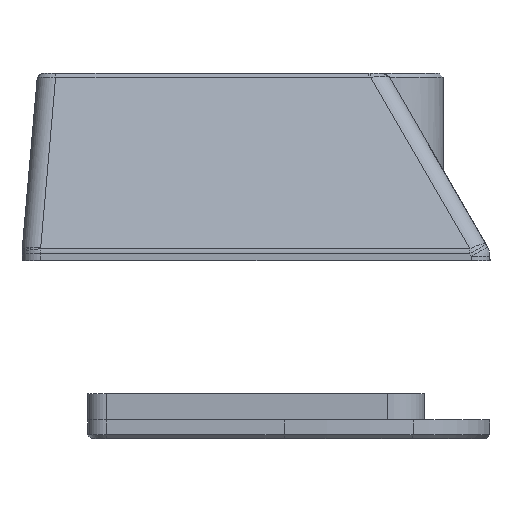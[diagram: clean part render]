
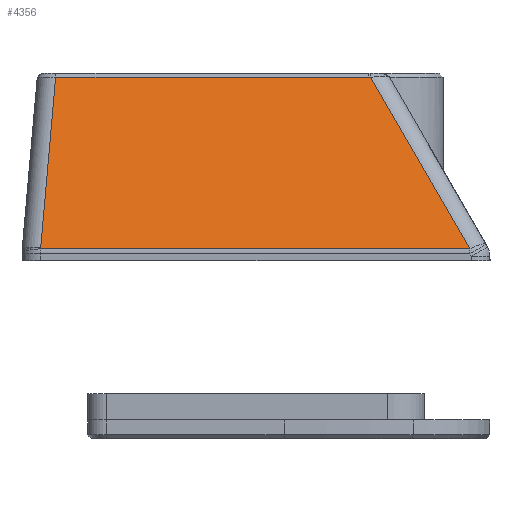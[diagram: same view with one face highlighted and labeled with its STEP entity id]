
A CAD part, left-side view. The second image highlights one B-rep face of the part: STEP entity #4356.
In plain terms, the highlighted planar face has unit normal (-0.966, 0, 0.259).
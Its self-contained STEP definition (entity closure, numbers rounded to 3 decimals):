
#160=B_SPLINE_CURVE_WITH_KNOTS('',3,(#9232,#9233,#9234,#9235),
 .UNSPECIFIED.,.F.,.F.,(4,4),(-1.068,-0.975),
 .UNSPECIFIED.);
#164=B_SPLINE_CURVE_WITH_KNOTS('',3,(#9286,#9287,#9288,#9289),
 .UNSPECIFIED.,.F.,.F.,(4,4),(0.289,0.304),
 .UNSPECIFIED.);
#270=PLANE('',#4817);
#584=FACE_OUTER_BOUND('',#875,.T.);
#875=EDGE_LOOP('',(#3801,#3802,#3803,#3804,#3805,#3806,#3807));
#1218=LINE('',#8963,#1561);
#1238=LINE('',#9292,#1581);
#1240=LINE('',#9298,#1583);
#1241=LINE('',#9300,#1584);
#1242=LINE('',#9301,#1585);
#1561=VECTOR('',#5928,10.);
#1581=VECTOR('',#5964,10.);
#1583=VECTOR('',#5970,10.);
#1584=VECTOR('',#5971,10.);
#1585=VECTOR('',#5972,10.);
#2139=VERTEX_POINT('',#8942);
#2141=VERTEX_POINT('',#8956);
#2144=VERTEX_POINT('',#8961);
#2148=VERTEX_POINT('',#8993);
#2173=VERTEX_POINT('',#9291);
#2175=VERTEX_POINT('',#9297);
#2176=VERTEX_POINT('',#9299);
#2699=EDGE_CURVE('',#2144,#2141,#1218,.T.);
#2737=EDGE_CURVE('',#2141,#2148,#160,.T.);
#2744=EDGE_CURVE('',#2139,#2144,#164,.T.);
#2745=EDGE_CURVE('',#2148,#2173,#1238,.T.);
#2748=EDGE_CURVE('',#2175,#2139,#1240,.T.);
#2749=EDGE_CURVE('',#2176,#2175,#1241,.T.);
#2750=EDGE_CURVE('',#2173,#2176,#1242,.T.);
#3801=ORIENTED_EDGE('',*,*,#2737,.F.);
#3802=ORIENTED_EDGE('',*,*,#2699,.F.);
#3803=ORIENTED_EDGE('',*,*,#2744,.F.);
#3804=ORIENTED_EDGE('',*,*,#2748,.F.);
#3805=ORIENTED_EDGE('',*,*,#2749,.F.);
#3806=ORIENTED_EDGE('',*,*,#2750,.F.);
#3807=ORIENTED_EDGE('',*,*,#2745,.F.);
#4356=ADVANCED_FACE('',(#584),#270,.T.);
#4817=AXIS2_PLACEMENT_3D('',#9296,#5968,#5969);
#5928=DIRECTION('',(0.,-1.,0.));
#5964=DIRECTION('',(-0.226,-0.487,-0.844));
#5968=DIRECTION('center_axis',(-0.966,0.,0.259));
#5969=DIRECTION('ref_axis',(0.,-1.,0.));
#5970=DIRECTION('',(0.258,-0.084,0.962));
#5971=DIRECTION('',(0.259,0.,0.966));
#5972=DIRECTION('',(0.,1.,0.));
#8942=CARTESIAN_POINT('',(4.988,46.409,38.614));
#8956=CARTESIAN_POINT('',(4.988,12.98,38.614));
#8961=CARTESIAN_POINT('',(4.988,46.375,38.614));
#8963=CARTESIAN_POINT('',(4.988,37.5,38.614));
#8993=CARTESIAN_POINT('',(4.988,12.759,38.616));
#9232=CARTESIAN_POINT('Ctrl Pts',(4.988,12.98,38.614));
#9233=CARTESIAN_POINT('Ctrl Pts',(4.988,12.906,38.614));
#9234=CARTESIAN_POINT('Ctrl Pts',(4.988,12.832,38.614));
#9235=CARTESIAN_POINT('Ctrl Pts',(4.988,12.759,38.616));
#9286=CARTESIAN_POINT('Ctrl Pts',(4.988,46.409,38.614));
#9287=CARTESIAN_POINT('Ctrl Pts',(4.988,46.398,38.614));
#9288=CARTESIAN_POINT('Ctrl Pts',(4.988,46.387,38.614));
#9289=CARTESIAN_POINT('Ctrl Pts',(4.988,46.375,38.614));
#9291=CARTESIAN_POINT('',(0.068,2.157,20.254));
#9292=CARTESIAN_POINT('',(2.531,7.464,29.446));
#9296=CARTESIAN_POINT('Origin',(0.,50.,20.));
#9297=CARTESIAN_POINT('',(0.115,48.,20.43));
#9298=CARTESIAN_POINT('',(5.345,46.292,39.947));
#9299=CARTESIAN_POINT('',(0.068,48.,20.254));
#9300=CARTESIAN_POINT('',(0.,48.,20.));
#9301=CARTESIAN_POINT('',(0.068,25.,20.254));
